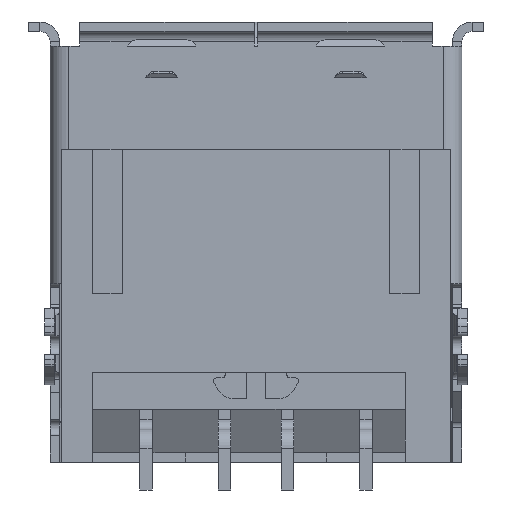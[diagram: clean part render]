
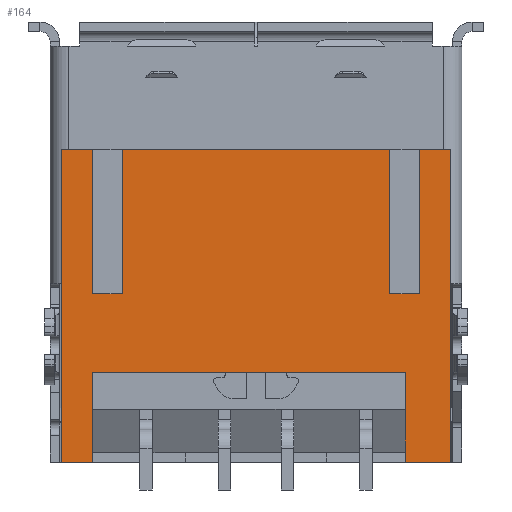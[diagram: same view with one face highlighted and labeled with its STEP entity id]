
A CAD part, front view. The second image highlights one B-rep face of the part: STEP entity #164.
In plain terms, the highlighted planar face has unit normal (0, -1, 0).
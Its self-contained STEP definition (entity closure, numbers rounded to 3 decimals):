
#164=ADVANCED_FACE('',(#834),#835,.F.);
#834=FACE_OUTER_BOUND('',#2788,.T.);
#835=PLANE('',#2789);
#2788=EDGE_LOOP('',(#6845,#6846,#6847,#6848,#6849,#6850,#6851,#6852,#6853,#6854,#6855,#6856,#6857,#6858,#6859,#6860));
#2789=AXIS2_PLACEMENT_3D('',#6861,#6862,#6863);
#6845=ORIENTED_EDGE('',*,*,#10867,.F.);
#6846=ORIENTED_EDGE('',*,*,#10868,.F.);
#6847=ORIENTED_EDGE('',*,*,#10869,.F.);
#6848=ORIENTED_EDGE('',*,*,#10870,.F.);
#6849=ORIENTED_EDGE('',*,*,#10871,.T.);
#6850=ORIENTED_EDGE('',*,*,#10872,.T.);
#6851=ORIENTED_EDGE('',*,*,#10873,.T.);
#6852=ORIENTED_EDGE('',*,*,#10874,.T.);
#6853=ORIENTED_EDGE('',*,*,#10875,.T.);
#6854=ORIENTED_EDGE('',*,*,#10876,.T.);
#6855=ORIENTED_EDGE('',*,*,#10877,.T.);
#6856=ORIENTED_EDGE('',*,*,#10878,.T.);
#6857=ORIENTED_EDGE('',*,*,#10879,.T.);
#6858=ORIENTED_EDGE('',*,*,#10862,.T.);
#6859=ORIENTED_EDGE('',*,*,#10880,.F.);
#6860=ORIENTED_EDGE('',*,*,#10881,.T.);
#6861=CARTESIAN_POINT('',(0.0,0.42,5.48));
#6862=DIRECTION('',(0.0,1.0,0.0));
#6863=DIRECTION('',(1.0,0.0,-0.0));
#10862=EDGE_CURVE('',#12706,#12720,#12722,.T.);
#10867=EDGE_CURVE('',#12728,#12729,#12730,.T.);
#10868=EDGE_CURVE('',#12731,#12728,#12732,.T.);
#10869=EDGE_CURVE('',#12733,#12731,#12734,.T.);
#10870=EDGE_CURVE('',#12735,#12733,#12736,.T.);
#10871=EDGE_CURVE('',#12735,#12737,#12738,.T.);
#10872=EDGE_CURVE('',#12737,#12739,#12740,.T.);
#10873=EDGE_CURVE('',#12739,#12741,#12742,.T.);
#10874=EDGE_CURVE('',#12741,#12743,#12744,.T.);
#10875=EDGE_CURVE('',#12743,#12745,#12746,.T.);
#10876=EDGE_CURVE('',#12745,#12747,#12748,.T.);
#10877=EDGE_CURVE('',#12747,#12749,#12750,.T.);
#10878=EDGE_CURVE('',#12749,#12751,#12752,.T.);
#10879=EDGE_CURVE('',#12751,#12706,#12753,.T.);
#10880=EDGE_CURVE('',#12754,#12720,#12755,.T.);
#10881=EDGE_CURVE('',#12754,#12729,#12756,.T.);
#12706=VERTEX_POINT('',#15782);
#12720=VERTEX_POINT('',#15803);
#12722=LINE('',#15806,#15807);
#12728=VERTEX_POINT('',#15817);
#12729=VERTEX_POINT('',#15818);
#12730=LINE('',#15819,#15820);
#12731=VERTEX_POINT('',#15821);
#12732=LINE('',#15822,#15823);
#12733=VERTEX_POINT('',#15824);
#12734=LINE('',#15825,#15826);
#12735=VERTEX_POINT('',#15827);
#12736=LINE('',#15828,#15829);
#12737=VERTEX_POINT('',#15830);
#12738=LINE('',#15831,#15832);
#12739=VERTEX_POINT('',#15833);
#12740=LINE('',#15834,#15835);
#12741=VERTEX_POINT('',#15836);
#12742=LINE('',#15837,#15838);
#12743=VERTEX_POINT('',#15839);
#12744=LINE('',#15840,#15841);
#12745=VERTEX_POINT('',#15842);
#12746=LINE('',#15843,#15844);
#12747=VERTEX_POINT('',#15845);
#12748=LINE('',#15846,#15847);
#12749=VERTEX_POINT('',#15848);
#12750=LINE('',#15849,#15850);
#12751=VERTEX_POINT('',#15851);
#12752=LINE('',#15852,#15853);
#12753=LINE('',#15854,#15855);
#12754=VERTEX_POINT('',#15856);
#12755=LINE('',#15857,#15858);
#12756=LINE('',#15859,#15860);
#15782=CARTESIAN_POINT('',(-6.2,0.42,9.96));
#15803=CARTESIAN_POINT('',(-6.2,0.42,0.0));
#15806=CARTESIAN_POINT('',(-6.2,0.42,9.96));
#15807=VECTOR('',#19619,9.96);
#15817=CARTESIAN_POINT('',(4.75,0.42,2.86));
#15818=CARTESIAN_POINT('',(-5.2,0.42,2.86));
#15819=CARTESIAN_POINT('',(4.75,0.42,2.86));
#15820=VECTOR('',#19624,9.95);
#15821=CARTESIAN_POINT('',(4.75,0.42,0.0));
#15822=CARTESIAN_POINT('',(4.75,0.42,0.0));
#15823=VECTOR('',#19625,2.86);
#15824=CARTESIAN_POINT('',(6.2,0.42,0.0));
#15825=CARTESIAN_POINT('',(6.2,0.42,0.0));
#15826=VECTOR('',#19626,1.45);
#15827=CARTESIAN_POINT('',(6.2,0.42,9.96));
#15828=CARTESIAN_POINT('',(6.2,0.42,9.96));
#15829=VECTOR('',#19627,9.96);
#15830=CARTESIAN_POINT('',(5.2,0.42,9.96));
#15831=CARTESIAN_POINT('',(6.2,0.42,9.96));
#15832=VECTOR('',#19628,1.0);
#15833=CARTESIAN_POINT('',(5.2,0.42,5.36));
#15834=CARTESIAN_POINT('',(5.2,0.42,9.96));
#15835=VECTOR('',#19629,4.6);
#15836=CARTESIAN_POINT('',(4.25,0.42,5.36));
#15837=CARTESIAN_POINT('',(5.2,0.42,5.36));
#15838=VECTOR('',#19630,0.95);
#15839=CARTESIAN_POINT('',(4.25,0.42,9.96));
#15840=CARTESIAN_POINT('',(4.25,0.42,5.36));
#15841=VECTOR('',#19631,4.6);
#15842=CARTESIAN_POINT('',(-4.25,0.42,9.96));
#15843=CARTESIAN_POINT('',(4.25,0.42,9.96));
#15844=VECTOR('',#19632,8.5);
#15845=CARTESIAN_POINT('',(-4.25,0.42,5.36));
#15846=CARTESIAN_POINT('',(-4.25,0.42,9.96));
#15847=VECTOR('',#19633,4.6);
#15848=CARTESIAN_POINT('',(-5.2,0.42,5.36));
#15849=CARTESIAN_POINT('',(-4.25,0.42,5.36));
#15850=VECTOR('',#19634,0.95);
#15851=CARTESIAN_POINT('',(-5.2,0.42,9.96));
#15852=CARTESIAN_POINT('',(-5.2,0.42,5.36));
#15853=VECTOR('',#19635,4.6);
#15854=CARTESIAN_POINT('',(-5.2,0.42,9.96));
#15855=VECTOR('',#19636,1.0);
#15856=CARTESIAN_POINT('',(-5.2,0.42,0.0));
#15857=CARTESIAN_POINT('',(-5.2,0.42,0.0));
#15858=VECTOR('',#19637,1.0);
#15859=CARTESIAN_POINT('',(-5.2,0.42,0.0));
#15860=VECTOR('',#19638,2.86);
#19619=DIRECTION('',(0.0,0.0,-1.0));
#19624=DIRECTION('',(-1.0,0.0,0.0));
#19625=DIRECTION('',(0.0,0.0,1.0));
#19626=DIRECTION('',(-1.0,0.0,0.0));
#19627=DIRECTION('',(0.0,0.0,-1.0));
#19628=DIRECTION('',(-1.0,0.0,0.0));
#19629=DIRECTION('',(0.0,0.0,-1.0));
#19630=DIRECTION('',(-1.0,0.0,0.0));
#19631=DIRECTION('',(0.0,0.0,1.0));
#19632=DIRECTION('',(-1.0,0.0,0.0));
#19633=DIRECTION('',(0.0,0.0,-1.0));
#19634=DIRECTION('',(-1.0,0.0,0.0));
#19635=DIRECTION('',(0.0,0.0,1.0));
#19636=DIRECTION('',(-1.0,0.0,0.0));
#19637=DIRECTION('',(-1.0,0.0,0.0));
#19638=DIRECTION('',(0.0,0.0,1.0));
